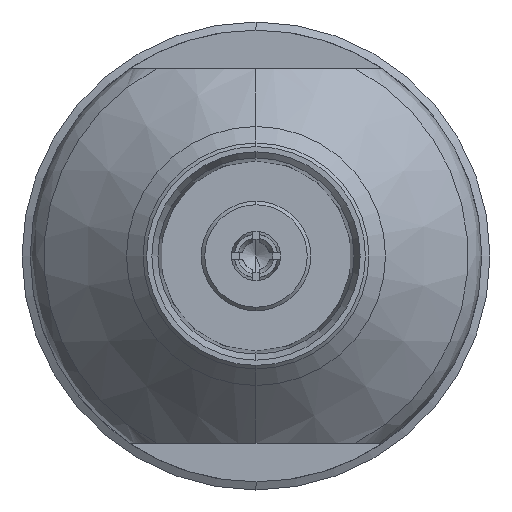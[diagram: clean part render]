
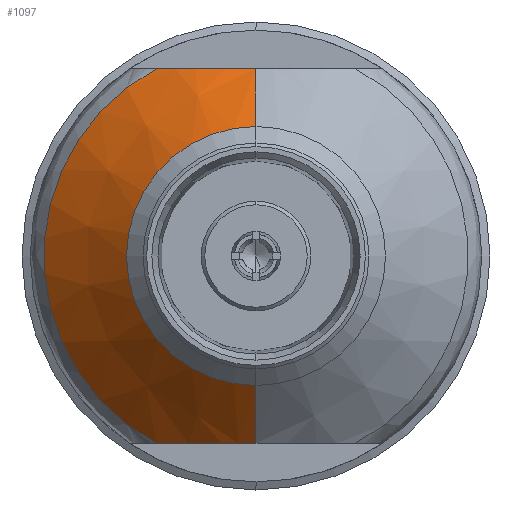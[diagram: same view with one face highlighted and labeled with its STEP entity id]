
A CAD part, left-side view. The second image highlights one B-rep face of the part: STEP entity #1097.
In plain terms, the highlighted conical face has half-angle 45 degrees and reference radius 9.064 mm.
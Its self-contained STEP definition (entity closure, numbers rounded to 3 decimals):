
#25 = CARTESIAN_POINT ( 'NONE',  ( 19.748, 3.589, -8. ) ) ;
#39 = CARTESIAN_POINT ( 'NONE',  ( 16.5, 0., -5.5 ) ) ;
#83 = CARTESIAN_POINT ( 'NONE',  ( 19.906, 3.926, 8. ) ) ;
#272 = CARTESIAN_POINT ( 'NONE',  ( 19.202, 1.841, -8. ) ) ;
#285 = CIRCLE ( 'NONE', #975, 9.064 ) ;
#315 = CARTESIAN_POINT ( 'NONE',  ( 19.761, 3.585, 8. ) ) ;
#407 = DIRECTION ( 'NONE',  ( 1., 0., 0. ) ) ;
#434 = AXIS2_PLACEMENT_3D ( 'NONE', #479, #765, #1563 ) ;
#441 = CARTESIAN_POINT ( 'NONE',  ( 20.064, 0., -9.064 ) ) ;
#458 = VECTOR ( 'NONE', #2630, 1000. ) ;
#479 = CARTESIAN_POINT ( 'NONE',  ( 16.5, 0., 0. ) ) ;
#659 = DIRECTION ( 'NONE',  ( 0.707, 0., 0.707 ) ) ;
#765 = DIRECTION ( 'NONE',  ( 1., 0., 0. ) ) ;
#802 = VERTEX_POINT ( 'NONE', #1331 ) ;
#866 = CARTESIAN_POINT ( 'NONE',  ( 20.064, 4.261, 8. ) ) ;
#904 = VECTOR ( 'NONE', #659, 1000. ) ;
#975 = AXIS2_PLACEMENT_3D ( 'NONE', #2984, #2177, #1347 ) ;
#1003 = VERTEX_POINT ( 'NONE', #2532 ) ;
#1046 = CARTESIAN_POINT ( 'NONE',  ( 20.064, 4.261, -8. ) ) ;
#1086 = EDGE_CURVE ( 'NONE', #1580, #1857, #1429, .T. ) ;
#1097 = ADVANCED_FACE ( 'NONE', ( #2156 ), #1635, .T. ) ;
#1120 = CARTESIAN_POINT ( 'NONE',  ( 19., 0.744, 8. ) ) ;
#1331 = CARTESIAN_POINT ( 'NONE',  ( 20.064, 4.261, -8. ) ) ;
#1347 = DIRECTION ( 'NONE',  ( 0., 0., -1. ) ) ;
#1358 = EDGE_CURVE ( 'NONE', #1580, #1003, #2964, .T. ) ;
#1369 = ORIENTED_EDGE ( 'NONE', *, *, #1970, .T. ) ;
#1401 = AXIS2_PLACEMENT_3D ( 'NONE', #2357, #407, #1516 ) ;
#1429 = LINE ( 'NONE', #441, #458 ) ;
#1516 = DIRECTION ( 'NONE',  ( 0., 0., -1. ) ) ;
#1563 = DIRECTION ( 'NONE',  ( 0., 0., -1. ) ) ;
#1580 = VERTEX_POINT ( 'NONE', #39 ) ;
#1593 = B_SPLINE_CURVE_WITH_KNOTS ( 'NONE', 3,
 ( #1684, #1120, #3339, #1696, #3291, #315, #83, #866 ),
 .UNSPECIFIED., .F., .F.,
 ( 4, 2, 2, 4 ),
 ( 0., 0.002, 0.003, 0.004 ),
 .UNSPECIFIED. ) ;
#1635 = CONICAL_SURFACE ( 'NONE', #1401, 9.064, 0.785 ) ;
#1684 = CARTESIAN_POINT ( 'NONE',  ( 19., 0., 8. ) ) ;
#1696 = CARTESIAN_POINT ( 'NONE',  ( 19.386, 2.538, 8. ) ) ;
#1726 = CARTESIAN_POINT ( 'NONE',  ( 19., 0., 8. ) ) ;
#1783 = EDGE_LOOP ( 'NONE', ( #3487, #2022, #2816, #1369, #2809, #3235 ) ) ;
#1808 = EDGE_CURVE ( 'NONE', #802, #1857, #2475, .T. ) ;
#1857 = VERTEX_POINT ( 'NONE', #3326 ) ;
#1970 = EDGE_CURVE ( 'NONE', #3250, #802, #285, .T. ) ;
#2022 = ORIENTED_EDGE ( 'NONE', *, *, #2931, .T. ) ;
#2035 = CARTESIAN_POINT ( 'NONE',  ( 20.064, 4.261, 8. ) ) ;
#2097 = EDGE_CURVE ( 'NONE', #2793, #3250, #1593, .T. ) ;
#2156 = FACE_OUTER_BOUND ( 'NONE', #1783, .T. ) ;
#2177 = DIRECTION ( 'NONE',  ( -1., 0., 0. ) ) ;
#2357 = CARTESIAN_POINT ( 'NONE',  ( 20.064, 0., 0. ) ) ;
#2468 = CARTESIAN_POINT ( 'NONE',  ( 19.128, 1.481, -8. ) ) ;
#2475 = B_SPLINE_CURVE_WITH_KNOTS ( 'NONE', 3,
 ( #1046, #25, #2723, #272, #2468, #2982, #2973, #2959 ),
 .UNSPECIFIED., .F., .F.,
 ( 4, 2, 2, 4 ),
 ( -0.004, -0.002, -0.001, 0. ),
 .UNSPECIFIED. ) ;
#2532 = CARTESIAN_POINT ( 'NONE',  ( 16.5, 0., 5.5 ) ) ;
#2630 = DIRECTION ( 'NONE',  ( 0.707, 0., -0.707 ) ) ;
#2723 = CARTESIAN_POINT ( 'NONE',  ( 19.483, 2.903, -8. ) ) ;
#2793 = VERTEX_POINT ( 'NONE', #1726 ) ;
#2809 = ORIENTED_EDGE ( 'NONE', *, *, #1808, .T. ) ;
#2816 = ORIENTED_EDGE ( 'NONE', *, *, #2097, .T. ) ;
#2837 = CARTESIAN_POINT ( 'NONE',  ( 20.064, 0., 9.064 ) ) ;
#2931 = EDGE_CURVE ( 'NONE', #1003, #2793, #3373, .T. ) ;
#2959 = CARTESIAN_POINT ( 'NONE',  ( 19., 0., -8. ) ) ;
#2964 = CIRCLE ( 'NONE', #434, 5.5 ) ;
#2973 = CARTESIAN_POINT ( 'NONE',  ( 19., 0.374, -8. ) ) ;
#2982 = CARTESIAN_POINT ( 'NONE',  ( 19.027, 0.749, -8. ) ) ;
#2984 = CARTESIAN_POINT ( 'NONE',  ( 20.064, 0., 0. ) ) ;
#3235 = ORIENTED_EDGE ( 'NONE', *, *, #1086, .F. ) ;
#3250 = VERTEX_POINT ( 'NONE', #2035 ) ;
#3291 = CARTESIAN_POINT ( 'NONE',  ( 19.5, 2.891, 8. ) ) ;
#3326 = CARTESIAN_POINT ( 'NONE',  ( 19., 0., -8. ) ) ;
#3339 = CARTESIAN_POINT ( 'NONE',  ( 19.105, 1.47, 8. ) ) ;
#3373 = LINE ( 'NONE', #2837, #904 ) ;
#3487 = ORIENTED_EDGE ( 'NONE', *, *, #1358, .T. ) ;
